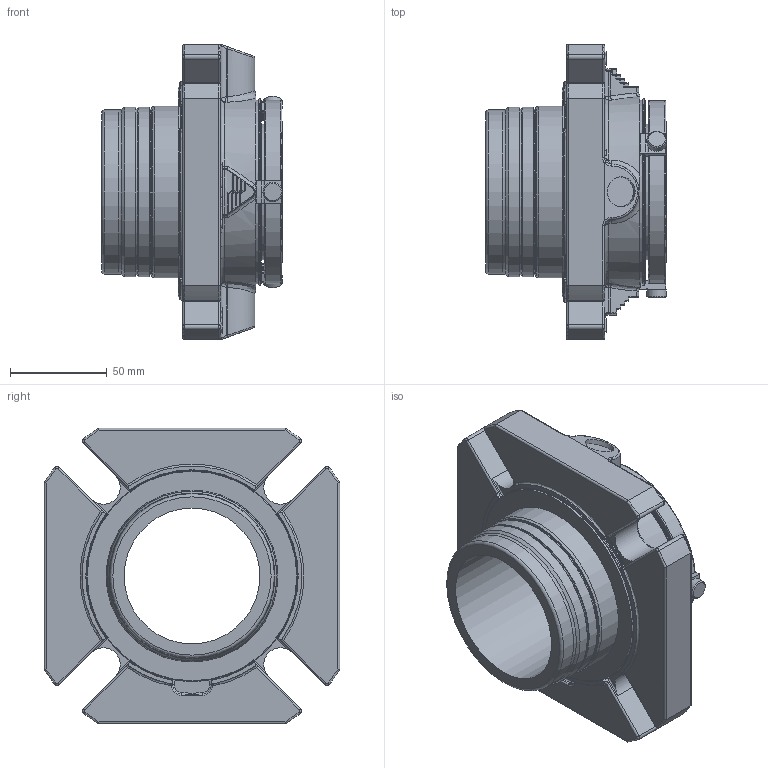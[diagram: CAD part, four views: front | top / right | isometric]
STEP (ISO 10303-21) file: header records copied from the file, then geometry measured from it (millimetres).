
FILE_DESCRIPTION(/* description */ ('Unknown'),/* implementation_level */ '2;1');
FILE_NAME(/* name */ '70mm - STEP REMAKE',/* time_stamp */ '2023-01-30T11:19:33+00:00',/* author */ ('Unknown'),/* organization */ ('Unknown'),/* preprocessor_version */ 'ST-DEVELOPER v16.7',/* originating_system */ 'Solid Edge',/* authorisation */ 'Unknown');
FILE_SCHEMA (('AUTOMOTIVE_DESIGN {1 0 10303 214 3 1 1}'));
Length unit declared in the file: millimetre
Products named in the file (1): 70mm 
Bounding box: 93.24 x 152.4 x 152.4 mm (x, y, z)
Volume: 537164 mm3; surface area: 102202.2 mm2
Topology: 1 solids, 1 shells, 1019 faces, 2626 edges, 1629 vertices
Faces by surface type: cylinder 360, plane 300, bspline 178, torus 120, sphere 35, cone 26
Full cylindrical faces by diameter (mm): 4.837 x2, 10 x3, 15.342 x2, 70.002 x1, 70.104 x1, 73 x1, 84.684 x1, 85.344 x2, 87.376 x1, 87.427 x1, 88.621 x1, 94.742 x2, 96.266 x1, 105.08 x1, 108 x1, 108.026 x1, 108.433 x1, 108.687 x1
Entity records: 34063 total; most frequent: CARTESIAN_POINT 10501, ORIENTED_EDGE 5078, DIRECTION 4665, EDGE_CURVE 2539, AXIS2_PLACEMENT_3D 1767, VERTEX_POINT 1609, LINE 1131, VECTOR 1131
